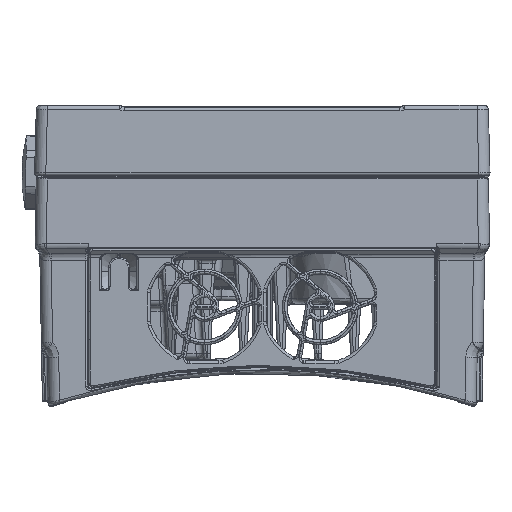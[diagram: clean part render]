
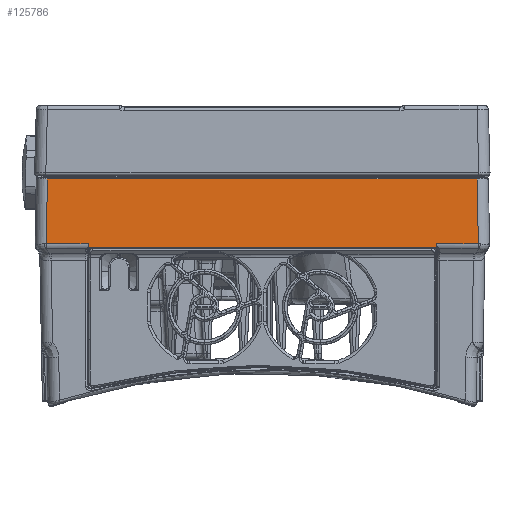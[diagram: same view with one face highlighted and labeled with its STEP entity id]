
A CAD part, top view. The second image highlights one B-rep face of the part: STEP entity #125786.
In plain terms, the highlighted planar face has unit normal (0, 0.018, 1).
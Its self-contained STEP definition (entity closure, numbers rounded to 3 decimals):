
#24789=CARTESIAN_POINT('',(-76.912,43.943,
230.411));
#24817=CARTESIAN_POINT('',(-76.509,67.009,
230.009));
#25078=CARTESIAN_POINT('',(76.912,43.943,230.411));
#25172=DIRECTION('',(1.,0.,0.));
#25173=VECTOR('',#25172,14.912);
#25174=CARTESIAN_POINT('',(-76.912,43.943,
230.411));
#25175=LINE('',#25174,#25173);
#25179=DIRECTION('',(0.017,1.,-0.017));
#25180=VECTOR('',#25179,23.073);
#25181=CARTESIAN_POINT('',(-76.912,43.943,
230.411));
#25182=LINE('',#25181,#25180);
#25186=DIRECTION('',(-1.,0.,0.));
#25187=VECTOR('',#25186,153.018);
#25188=CARTESIAN_POINT('',(76.509,67.009,230.009));
#25189=LINE('',#25188,#25187);
#25193=DIRECTION('',(0.017,-1.,0.017));
#25194=VECTOR('',#25193,23.073);
#25195=CARTESIAN_POINT('',(76.509,67.009,230.009));
#25196=LINE('',#25195,#25194);
#25200=DIRECTION('',(1.,0.,0.));
#25201=VECTOR('',#25200,14.912);
#25202=CARTESIAN_POINT('',(62.,43.943,230.411));
#25203=LINE('',#25202,#25201);
#25268=DIRECTION('',(1.,0.,0.));
#25269=VECTOR('',#25268,124.);
#25270=CARTESIAN_POINT('',(-62.,42.581,230.435));
#25271=LINE('',#25270,#25269);
#72389=DIRECTION('',(0.,-1.,0.017));
#72390=VECTOR('',#72389,1.362);
#72391=CARTESIAN_POINT('',(-62.,43.943,230.411));
#72392=LINE('',#72391,#72390);
#79768=DIRECTION('',(0.,1.,-0.017));
#79769=VECTOR('',#79768,1.362);
#79770=CARTESIAN_POINT('',(62.,42.581,230.435));
#79771=LINE('',#79770,#79769);
#92490=VERTEX_POINT('',#24817);
#92494=CARTESIAN_POINT('',(76.509,67.009,230.009));
#92495=VERTEX_POINT('',#92494);
#92539=VERTEX_POINT('',#24789);
#92574=VERTEX_POINT('',#25078);
#92760=CARTESIAN_POINT('',(-62.,42.581,230.435));
#92761=CARTESIAN_POINT('',(62.,42.581,230.435));
#92762=VERTEX_POINT('',#92760);
#92763=VERTEX_POINT('',#92761);
#92764=CARTESIAN_POINT('',(-62.,43.943,230.411));
#92765=VERTEX_POINT('',#92764);
#92766=CARTESIAN_POINT('',(62.,43.943,230.411));
#92767=VERTEX_POINT('',#92766);
#125767=CARTESIAN_POINT('',(-81.7,67.5,230.));
#125768=DIRECTION('',(0.,0.017,1.));
#125769=DIRECTION('',(-1.,0.,0.));
#125770=AXIS2_PLACEMENT_3D('',#125767,#125768,#125769);
#125771=PLANE('',#125770);
#125772=ORIENTED_EDGE('',*,*,#125372,.F.);
#125773=ORIENTED_EDGE('',*,*,#125320,.T.);
#125774=ORIENTED_EDGE('',*,*,#125758,.F.);
#125775=ORIENTED_EDGE('',*,*,#125602,.T.);
#125777=ORIENTED_EDGE('',*,*,#125776,.F.);
#125779=ORIENTED_EDGE('',*,*,#125778,.F.);
#125781=ORIENTED_EDGE('',*,*,#125780,.F.);
#125783=ORIENTED_EDGE('',*,*,#125782,.F.);
#125784=EDGE_LOOP('',(#125772,#125773,#125774,#125775,#125777,#125779,#125781,
#125783));
#125785=FACE_OUTER_BOUND('',#125784,.F.);
#125786=ADVANCED_FACE('',(#125785),#125771,.T.);
#125320=EDGE_CURVE('',#92539,#92490,#25182,.T.);
#125372=EDGE_CURVE('',#92539,#92765,#25175,.T.);
#125602=EDGE_CURVE('',#92495,#92574,#25196,.T.);
#125758=EDGE_CURVE('',#92495,#92490,#25189,.T.);
#125776=EDGE_CURVE('',#92767,#92574,#25203,.T.);
#125778=EDGE_CURVE('',#92763,#92767,#79771,.T.);
#125780=EDGE_CURVE('',#92762,#92763,#25271,.T.);
#125782=EDGE_CURVE('',#92765,#92762,#72392,.T.);
